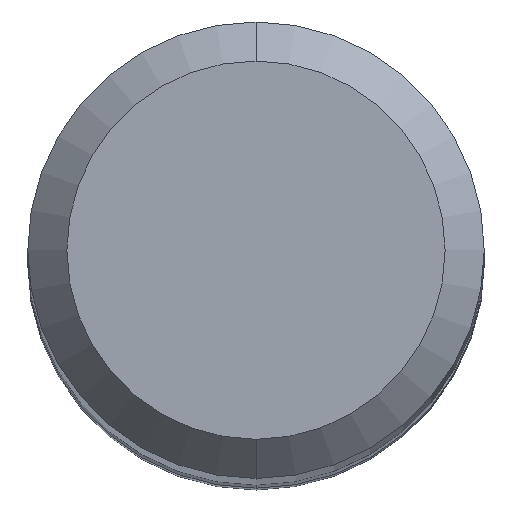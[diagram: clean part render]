
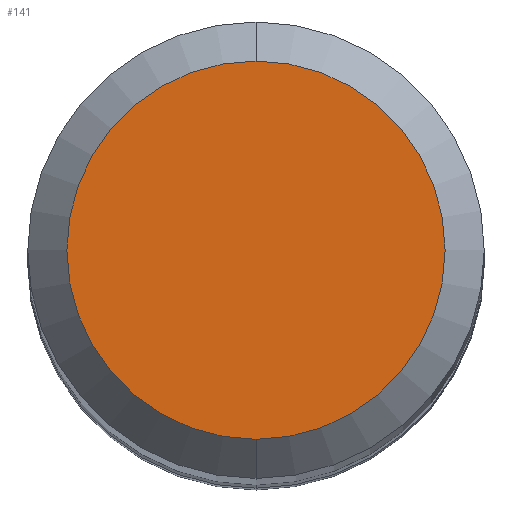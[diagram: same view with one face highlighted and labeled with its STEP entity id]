
A CAD part, top view. The second image highlights one B-rep face of the part: STEP entity #141.
In plain terms, the highlighted planar face has unit normal (0, 0, 1).
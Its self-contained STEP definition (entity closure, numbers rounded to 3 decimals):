
#141=ADVANCED_FACE('',(#372),#373,.T.);
#173=EDGE_CURVE('',#343,#259,#408,.T.);
#221=EDGE_CURVE('',#259,#343,#462,.T.);
#259=VERTEX_POINT('',#505);
#343=VERTEX_POINT('',#600);
#372=FACE_OUTER_BOUND('',#624,.T.);
#373=PLANE('',#625);
#408=CIRCLE('',#673,1.45);
#462=CIRCLE('',#744,1.45);
#505=CARTESIAN_POINT('',(0.0,1.45,0.0));
#600=CARTESIAN_POINT('',(0.,-1.45,0.0));
#624=EDGE_LOOP('',(#935,#936));
#625=AXIS2_PLACEMENT_3D('',#937,#938,#939);
#673=AXIS2_PLACEMENT_3D('',#972,#973,#974);
#744=AXIS2_PLACEMENT_3D('',#1043,#1044,#1045);
#935=ORIENTED_EDGE('',*,*,#221,.F.);
#936=ORIENTED_EDGE('',*,*,#173,.F.);
#937=CARTESIAN_POINT('',(0.0,0.725,0.0));
#938=DIRECTION('',(-0.0,0.0,1.0));
#939=DIRECTION('',(0.0,-1.0,0.0));
#972=CARTESIAN_POINT('',(0.0,0.0,0.0));
#973=DIRECTION('',(0.0,0.0,-1.0));
#974=DIRECTION('',(0.0,1.0,0.0));
#1043=CARTESIAN_POINT('',(0.0,0.0,0.0));
#1044=DIRECTION('',(0.0,0.0,-1.0));
#1045=DIRECTION('',(0.0,1.0,0.0));
